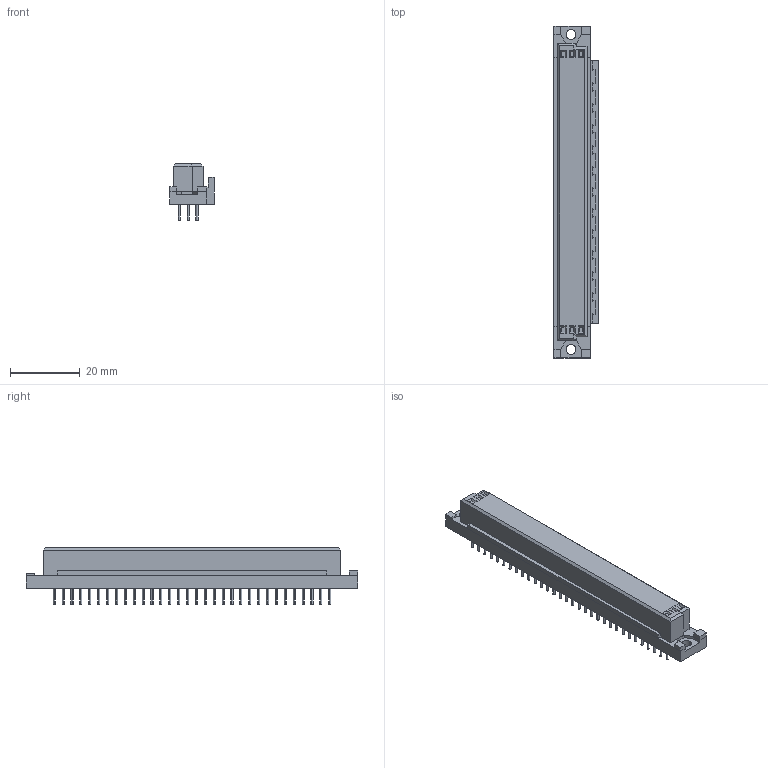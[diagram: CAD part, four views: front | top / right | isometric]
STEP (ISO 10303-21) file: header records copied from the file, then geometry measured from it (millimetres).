
FILE_DESCRIPTION((''),'2;1');
FILE_NAME('HARTING_09 03 796 6850.stp','2011-10-06T12:01:46',(''),(''),'Mechanical Desktop 2011','Mechanical Desktop 2011',', , ');
FILE_SCHEMA(('AUTOMOTIVE_DESIGN { 1 2 10303 214 1 1 1 1 }'));
Length unit declared in the file: millimetre
Products named in the file (1): Product
Bounding box: 12.7 x 94.9 x 16.1 mm (x, y, z)
Volume: 10402.1 mm3; surface area: 9156.2 mm2
Topology: 109 solids, 109 shells, 666 faces, 1390 edges, 924 vertices
Faces by surface type: plane 365, cylinder 196, bspline 105
Entity records: 17709 total; most frequent: CARTESIAN_POINT 3296, DIRECTION 2906, ORIENTED_EDGE 2780, EDGE_CURVE 1390, VECTOR 998, LINE 998, AXIS2_PLACEMENT_3D 954, VERTEX_POINT 924
